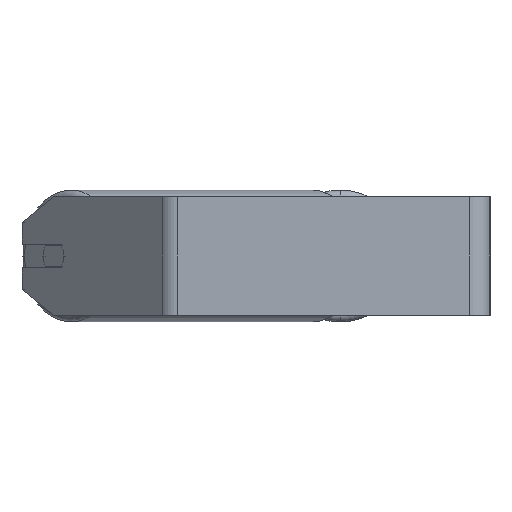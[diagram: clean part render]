
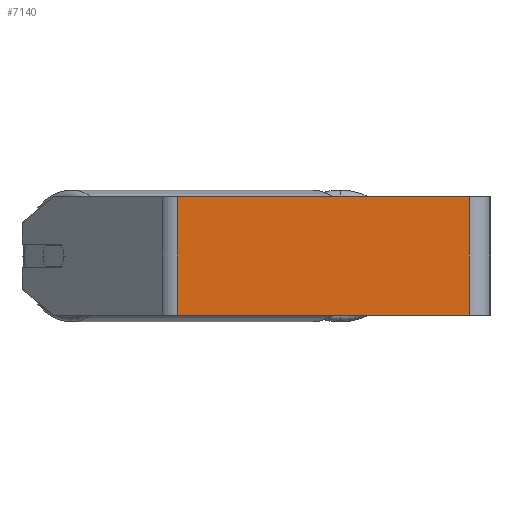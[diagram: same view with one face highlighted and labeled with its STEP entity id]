
A CAD part, left-side view. The second image highlights one B-rep face of the part: STEP entity #7140.
In plain terms, the highlighted planar face has unit normal (-1, 0, 0).
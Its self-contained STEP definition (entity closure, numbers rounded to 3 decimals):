
#53 = LINE ( 'NONE', #2188, #3198 ) ;
#72 = LINE ( 'NONE', #5605, #4002 ) ;
#411 = EDGE_CURVE ( 'NONE', #2103, #814, #72, .T. ) ;
#717 = ORIENTED_EDGE ( 'NONE', *, *, #5790, .T. ) ;
#804 = CARTESIAN_POINT ( 'NONE',  ( -415., 14., -40. ) ) ;
#807 = CARTESIAN_POINT ( 'NONE',  ( -415., 211.21, 40. ) ) ;
#814 = VERTEX_POINT ( 'NONE', #804 ) ;
#857 = DIRECTION ( 'NONE',  ( 0., -1., 0. ) ) ;
#1252 = CARTESIAN_POINT ( 'NONE',  ( -415., 211.21, -40. ) ) ;
#1489 = DIRECTION ( 'NONE',  ( 0., -1., 0. ) ) ;
#1508 = EDGE_LOOP ( 'NONE', ( #1904, #1652, #2130, #717 ) ) ;
#1549 = VECTOR ( 'NONE', #3824, 1000. ) ;
#1576 = DIRECTION ( 'NONE',  ( 0., 0., -1. ) ) ;
#1616 = FACE_OUTER_BOUND ( 'NONE', #1508, .T. ) ;
#1652 = ORIENTED_EDGE ( 'NONE', *, *, #7273, .F. ) ;
#1904 = ORIENTED_EDGE ( 'NONE', *, *, #411, .T. ) ;
#2103 = VERTEX_POINT ( 'NONE', #1252 ) ;
#2115 = AXIS2_PLACEMENT_3D ( 'NONE', #6175, #8299, #1576 ) ;
#2130 = ORIENTED_EDGE ( 'NONE', *, *, #3521, .F. ) ;
#2188 = CARTESIAN_POINT ( 'NONE',  ( -415., 217.009, 40. ) ) ;
#2890 = DIRECTION ( 'NONE',  ( 0., 0., -1. ) ) ;
#3119 = CARTESIAN_POINT ( 'NONE',  ( -415., 14., 40. ) ) ;
#3196 = LINE ( 'NONE', #3119, #1549 ) ;
#3198 = VECTOR ( 'NONE', #857, 1000. ) ;
#3521 = EDGE_CURVE ( 'NONE', #3978, #8536, #53, .T. ) ;
#3824 = DIRECTION ( 'NONE',  ( 0., 0., -1. ) ) ;
#3978 = VERTEX_POINT ( 'NONE', #4253 ) ;
#4002 = VECTOR ( 'NONE', #1489, 1000. ) ;
#4253 = CARTESIAN_POINT ( 'NONE',  ( -415., 211.21, 40. ) ) ;
#5376 = CARTESIAN_POINT ( 'NONE',  ( -415., 14., 40. ) ) ;
#5545 = LINE ( 'NONE', #807, #8585 ) ;
#5555 = PLANE ( 'NONE',  #2115 ) ;
#5605 = CARTESIAN_POINT ( 'NONE',  ( -415., 217.009, -40. ) ) ;
#5790 = EDGE_CURVE ( 'NONE', #3978, #2103, #5545, .T. ) ;
#6175 = CARTESIAN_POINT ( 'NONE',  ( -415., 217.009, 40. ) ) ;
#7140 = ADVANCED_FACE ( 'NONE', ( #1616 ), #5555, .F. ) ;
#7273 = EDGE_CURVE ( 'NONE', #8536, #814, #3196, .T. ) ;
#8299 = DIRECTION ( 'NONE',  ( 1., 0., 0. ) ) ;
#8536 = VERTEX_POINT ( 'NONE', #5376 ) ;
#8585 = VECTOR ( 'NONE', #2890, 1000. ) ;
